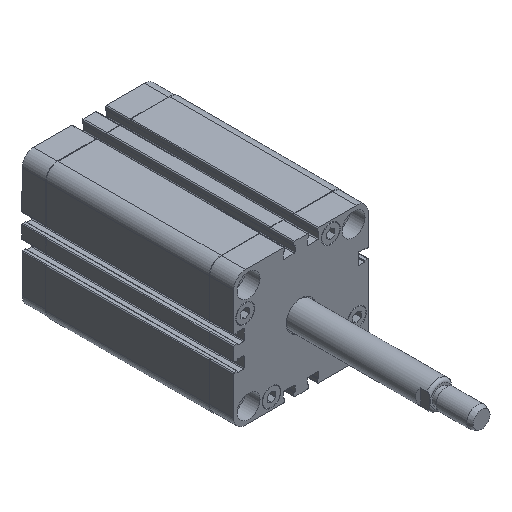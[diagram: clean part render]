
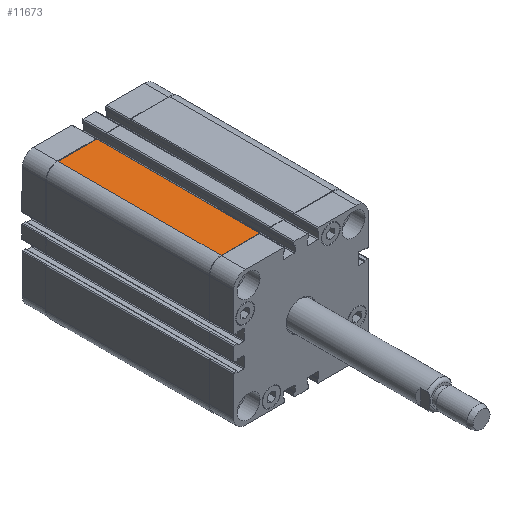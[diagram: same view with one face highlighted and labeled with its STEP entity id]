
A CAD part, isometric view. The second image highlights one B-rep face of the part: STEP entity #11673.
In plain terms, the highlighted planar face has unit normal (0, 0, 1).
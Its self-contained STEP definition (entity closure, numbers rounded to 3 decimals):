
#8000=CARTESIAN_POINT('',(-33.,48.25,40.));
#8001=VERTEX_POINT('',#8000);
#8009=CARTESIAN_POINT('',(-10.25,48.25,40.));
#8010=VERTEX_POINT('',#8009);
#8011=CARTESIAN_POINT('',(-10.25,48.25,40.));
#8012=DIRECTION('',(-1.0,0.0,0.0));
#8013=VECTOR('',#8012,22.75);
#8014=LINE('',#8011,#8013);
#8015=EDGE_CURVE('',#8010,#8001,#8014,.T.);
#10495=CARTESIAN_POINT('',(-10.25,-48.25,40.));
#10496=VERTEX_POINT('',#10495);
#10504=CARTESIAN_POINT('',(-33.,-48.25,40.));
#10505=VERTEX_POINT('',#10504);
#10506=CARTESIAN_POINT('',(-33.,-48.25,40.));
#10507=DIRECTION('',(1.0,0.0,0.0));
#10508=VECTOR('',#10507,22.75);
#10509=LINE('',#10506,#10508);
#10510=EDGE_CURVE('',#10505,#10496,#10509,.T.);
#11646=CARTESIAN_POINT('',(-10.25,-48.25,40.));
#11647=DIRECTION('',(0.0,1.0,0.0));
#11648=VECTOR('',#11647,96.5);
#11649=LINE('',#11646,#11648);
#11650=EDGE_CURVE('',#10496,#8010,#11649,.T.);
#11657=CARTESIAN_POINT('',(-10.25,0.0,40.));
#11658=DIRECTION('',(0.0,0.0,1.0));
#11659=DIRECTION('',(1.0,0.0,0.0));
#11660=AXIS2_PLACEMENT_3D('',#11657,#11658,#11659);
#11661=PLANE('',#11660);
#11662=ORIENTED_EDGE('',*,*,#8015,.T.);
#11663=CARTESIAN_POINT('',(-33.,-48.25,40.));
#11664=DIRECTION('',(0.0,1.0,0.0));
#11665=VECTOR('',#11664,96.5);
#11666=LINE('',#11663,#11665);
#11667=EDGE_CURVE('',#10505,#8001,#11666,.T.);
#11668=ORIENTED_EDGE('',*,*,#11667,.F.);
#11669=ORIENTED_EDGE('',*,*,#10510,.T.);
#11670=ORIENTED_EDGE('',*,*,#11650,.T.);
#11671=EDGE_LOOP('',(#11662,#11668,#11669,#11670));
#11672=FACE_OUTER_BOUND('',#11671,.T.);
#11673=ADVANCED_FACE('',(#11672),#11661,.T.);
